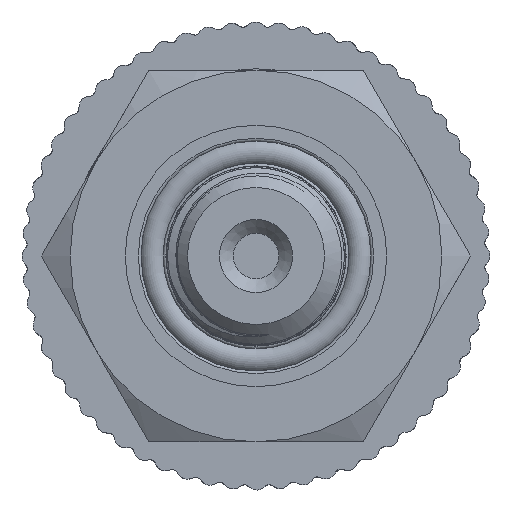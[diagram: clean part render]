
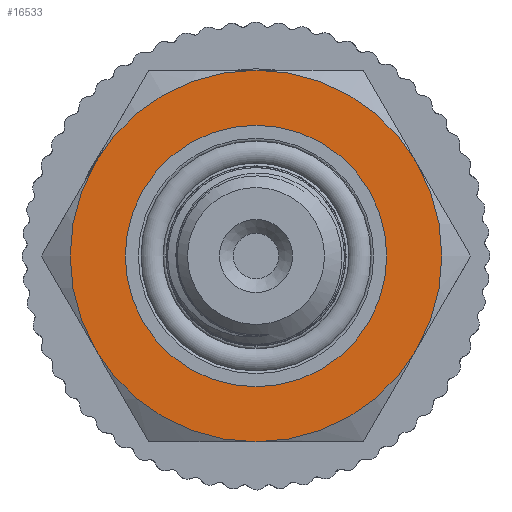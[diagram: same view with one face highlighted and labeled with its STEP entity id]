
A CAD part, left-side view. The second image highlights one B-rep face of the part: STEP entity #16533.
In plain terms, the highlighted conical face has half-angle 89.979 degrees and reference radius 11 mm.
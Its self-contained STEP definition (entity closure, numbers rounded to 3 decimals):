
#925=CONICAL_SURFACE('',#17410,11.,1.57);
#1294=FACE_OUTER_BOUND('',#2248,.T.);
#2248=EDGE_LOOP('',(#12632,#12633,#12634,#12635));
#2995=CIRCLE('',#17411,13.5);
#2996=CIRCLE('',#17412,9.5);
#4610=LINE('',#34565,#5794);
#5794=VECTOR('',#18809,11.);
#7238=VERTEX_POINT('',#34562);
#7239=VERTEX_POINT('',#34564);
#9251=EDGE_CURVE('',#7238,#7238,#2995,.T.);
#9252=EDGE_CURVE('',#7238,#7239,#4610,.T.);
#9253=EDGE_CURVE('',#7239,#7239,#2996,.T.);
#12632=ORIENTED_EDGE('',*,*,#9251,.F.);
#12633=ORIENTED_EDGE('',*,*,#9252,.T.);
#12634=ORIENTED_EDGE('',*,*,#9253,.T.);
#12635=ORIENTED_EDGE('',*,*,#9252,.F.);
#16533=ADVANCED_FACE('',(#1294),#925,.T.);
#17410=AXIS2_PLACEMENT_3D('',#34561,#18805,#18806);
#17411=AXIS2_PLACEMENT_3D('',#34563,#18807,#18808);
#17412=AXIS2_PLACEMENT_3D('',#34566,#18810,#18811);
#18805=DIRECTION('center_axis',(1.,0.,0.));
#18806=DIRECTION('ref_axis',(0.,1.,0.));
#18807=DIRECTION('center_axis',(1.,0.,0.));
#18808=DIRECTION('ref_axis',(0.,1.,0.));
#18809=DIRECTION('',(0.,1.,0.));
#18810=DIRECTION('center_axis',(1.,0.,0.));
#18811=DIRECTION('ref_axis',(0.,0.,-1.));
#34561=CARTESIAN_POINT('Origin',(-46.999,0.,0.));
#34562=CARTESIAN_POINT('',(-46.999,-13.5,0.));
#34563=CARTESIAN_POINT('Origin',(-46.999,0.,
0.));
#34564=CARTESIAN_POINT('',(-47.,-9.5,0.));
#34565=CARTESIAN_POINT('',(-46.999,-11.,0.));
#34566=CARTESIAN_POINT('Origin',(-47.,0.,0.));
